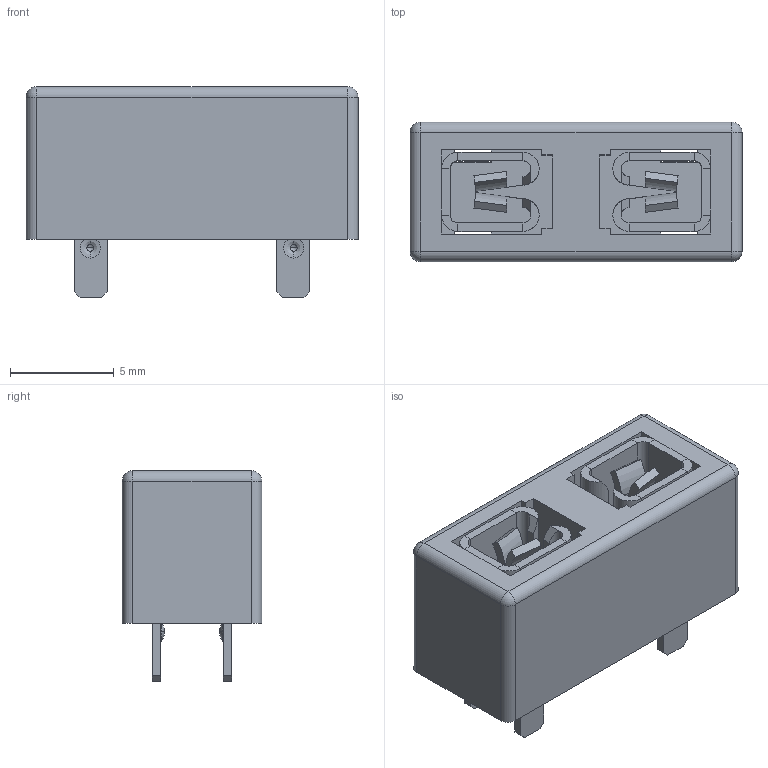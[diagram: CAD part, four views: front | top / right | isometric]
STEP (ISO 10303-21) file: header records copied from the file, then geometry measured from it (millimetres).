
FILE_DESCRIPTION(('FreeCAD Model'),'2;1');
FILE_NAME( 'FuseHolder_Keystone_MINI_3568.step', '2016-03-24T14:20:24',('Author'),(''), 'Open CASCADE STEP processor 6.8','FreeCAD','Unknown');
FILE_SCHEMA(('AUTOMOTIVE_DESIGN_CC2 { 1 2 10303 214 -1 1 5 4 }'));
Length unit declared in the file: millimetre
Products named in the file (1): Fusion
Bounding box: 16 x 6.73 x 10.16 mm (x, y, z)
Surface area: 1135 mm2 (no closed solid volume)
Topology: 0 solids, 7 shells, 182 faces, 592 edges, 392 vertices
Faces by surface type: plane 114, cylinder 32, sphere 20, revolution 8, torus 8
Entity records: 21169 total; most frequent: CARTESIAN_POINT 10001, DIRECTION 1704, LINE 1010, VECTOR 1010, ORIENTED_EDGE 996, PCURVE 978, DEFINITIONAL_REPRESENTATION 978, EDGE_CURVE 588
